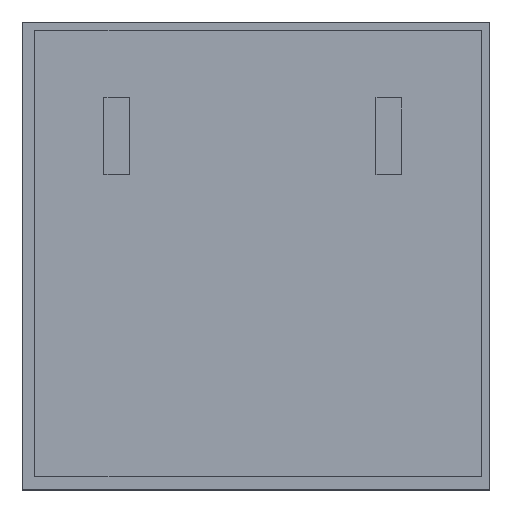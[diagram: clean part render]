
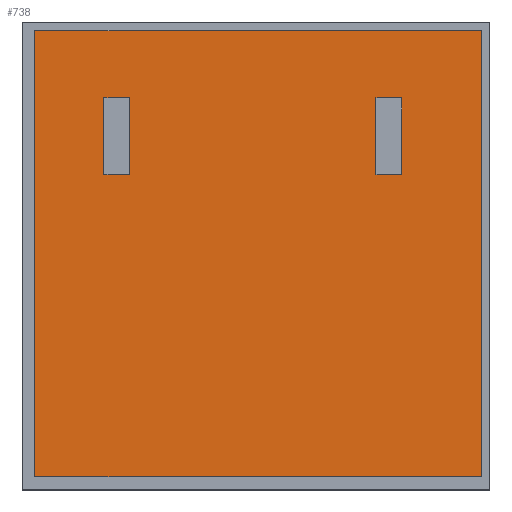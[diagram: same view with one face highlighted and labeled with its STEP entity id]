
A CAD part, top view. The second image highlights one B-rep face of the part: STEP entity #738.
In plain terms, the highlighted planar face has unit normal (0, 0, 1).
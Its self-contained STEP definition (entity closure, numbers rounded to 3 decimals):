
#143=CARTESIAN_POINT('Vertex',(3.,108.,5.)) ;
#157=CARTESIAN_POINT('Vertex',(3.,3.,5.)) ;
#160=CARTESIAN_POINT('Line Origine',(3.,55.5,5.)) ;
#281=CARTESIAN_POINT('Vertex',(108.,3.,5.)) ;
#284=CARTESIAN_POINT('Line Origine',(55.5,3.,5.)) ;
#346=CARTESIAN_POINT('Vertex',(108.,108.,5.)) ;
#349=CARTESIAN_POINT('Line Origine',(108.,55.5,5.)) ;
#445=CARTESIAN_POINT('Vertex',(89.226,74.193,5.)) ;
#448=CARTESIAN_POINT('Line Origine',(89.226,83.193,5.)) ;
#452=CARTESIAN_POINT('Vertex',(89.226,92.193,5.)) ;
#472=CARTESIAN_POINT('Line Origine',(86.226,92.193,5.)) ;
#476=CARTESIAN_POINT('Vertex',(83.226,92.193,5.)) ;
#496=CARTESIAN_POINT('Line Origine',(83.226,83.193,5.)) ;
#500=CARTESIAN_POINT('Vertex',(83.226,74.193,5.)) ;
#520=CARTESIAN_POINT('Line Origine',(86.226,74.193,5.)) ;
#536=CARTESIAN_POINT('Vertex',(25.226,92.193,5.)) ;
#539=CARTESIAN_POINT('Line Origine',(22.226,92.193,5.)) ;
#543=CARTESIAN_POINT('Vertex',(19.226,92.193,5.)) ;
#563=CARTESIAN_POINT('Line Origine',(19.226,83.193,5.)) ;
#567=CARTESIAN_POINT('Vertex',(19.226,74.193,5.)) ;
#582=CARTESIAN_POINT('Line Origine',(22.226,74.193,5.)) ;
#586=CARTESIAN_POINT('Vertex',(25.226,74.193,5.)) ;
#606=CARTESIAN_POINT('Line Origine',(25.226,83.193,5.)) ;
#710=CARTESIAN_POINT('Axis2P3D Location',(0.,0.,5.)) ;
#715=CARTESIAN_POINT('Line Origine',(55.5,108.,5.)) ;
#162=VECTOR('Line Direction',#161,1.) ;
#286=VECTOR('Line Direction',#285,1.) ;
#351=VECTOR('Line Direction',#350,1.) ;
#450=VECTOR('Line Direction',#449,1.) ;
#474=VECTOR('Line Direction',#473,1.) ;
#498=VECTOR('Line Direction',#497,1.) ;
#522=VECTOR('Line Direction',#521,1.) ;
#541=VECTOR('Line Direction',#540,1.) ;
#565=VECTOR('Line Direction',#564,1.) ;
#584=VECTOR('Line Direction',#583,1.) ;
#608=VECTOR('Line Direction',#607,1.) ;
#717=VECTOR('Line Direction',#716,1.) ;
#161=DIRECTION('Vector Direction',(0.,-1.,0.)) ;
#285=DIRECTION('Vector Direction',(1.,0.,0.)) ;
#350=DIRECTION('Vector Direction',(0.,1.,0.)) ;
#449=DIRECTION('Vector Direction',(0.,-1.,0.)) ;
#473=DIRECTION('Vector Direction',(-1.,0.,0.)) ;
#497=DIRECTION('Vector Direction',(0.,1.,0.)) ;
#521=DIRECTION('Vector Direction',(1.,0.,0.)) ;
#540=DIRECTION('Vector Direction',(1.,0.,0.)) ;
#564=DIRECTION('Vector Direction',(0.,-1.,0.)) ;
#583=DIRECTION('Vector Direction',(-1.,0.,0.)) ;
#607=DIRECTION('Vector Direction',(0.,1.,0.)) ;
#711=DIRECTION('Axis2P3D Direction',(0.,0.,1.)) ;
#712=DIRECTION('Axis2P3D XDirection',(1.,0.,0.)) ;
#716=DIRECTION('Vector Direction',(-1.,0.,0.)) ;
#713=AXIS2_PLACEMENT_3D('Plane Axis2P3D',#710,#711,#712) ;
#163=LINE('Line',#160,#162) ;
#287=LINE('Line',#284,#286) ;
#352=LINE('Line',#349,#351) ;
#451=LINE('Line',#448,#450) ;
#475=LINE('Line',#472,#474) ;
#499=LINE('Line',#496,#498) ;
#523=LINE('Line',#520,#522) ;
#542=LINE('Line',#539,#541) ;
#566=LINE('Line',#563,#565) ;
#585=LINE('Line',#582,#584) ;
#609=LINE('Line',#606,#608) ;
#718=LINE('Line',#715,#717) ;
#714=PLANE('',#713) ;
#731=FACE_BOUND('',#726,.T.) ;
#737=FACE_BOUND('',#732,.T.) ;
#164=EDGE_CURVE('',#144,#158,#163,.T.) ;
#288=EDGE_CURVE('',#158,#282,#287,.T.) ;
#353=EDGE_CURVE('',#282,#347,#352,.T.) ;
#454=EDGE_CURVE('',#446,#453,#451,.F.) ;
#478=EDGE_CURVE('',#453,#477,#475,.T.) ;
#502=EDGE_CURVE('',#477,#501,#499,.F.) ;
#524=EDGE_CURVE('',#501,#446,#523,.T.) ;
#545=EDGE_CURVE('',#537,#544,#542,.F.) ;
#569=EDGE_CURVE('',#544,#568,#566,.T.) ;
#588=EDGE_CURVE('',#568,#587,#585,.F.) ;
#610=EDGE_CURVE('',#587,#537,#609,.T.) ;
#719=EDGE_CURVE('',#347,#144,#718,.T.) ;
#721=ORIENTED_EDGE('',*,*,#288,.T.) ;
#722=ORIENTED_EDGE('',*,*,#353,.T.) ;
#723=ORIENTED_EDGE('',*,*,#719,.T.) ;
#724=ORIENTED_EDGE('',*,*,#164,.T.) ;
#727=ORIENTED_EDGE('',*,*,#610,.F.) ;
#728=ORIENTED_EDGE('',*,*,#588,.F.) ;
#729=ORIENTED_EDGE('',*,*,#569,.F.) ;
#730=ORIENTED_EDGE('',*,*,#545,.F.) ;
#733=ORIENTED_EDGE('',*,*,#524,.F.) ;
#734=ORIENTED_EDGE('',*,*,#502,.F.) ;
#735=ORIENTED_EDGE('',*,*,#478,.F.) ;
#736=ORIENTED_EDGE('',*,*,#454,.F.) ;
#720=EDGE_LOOP('',(#721,#722,#723,#724)) ;
#726=EDGE_LOOP('',(#727,#728,#729,#730)) ;
#732=EDGE_LOOP('',(#733,#734,#735,#736)) ;
#144=VERTEX_POINT('',#143) ;
#158=VERTEX_POINT('',#157) ;
#282=VERTEX_POINT('',#281) ;
#347=VERTEX_POINT('',#346) ;
#446=VERTEX_POINT('',#445) ;
#453=VERTEX_POINT('',#452) ;
#477=VERTEX_POINT('',#476) ;
#501=VERTEX_POINT('',#500) ;
#537=VERTEX_POINT('',#536) ;
#544=VERTEX_POINT('',#543) ;
#568=VERTEX_POINT('',#567) ;
#587=VERTEX_POINT('',#586) ;
#738=ADVANCED_FACE('PartBody',(#725,#731,#737),#714,.T.) ;
#725=FACE_OUTER_BOUND('',#720,.T.) ;
